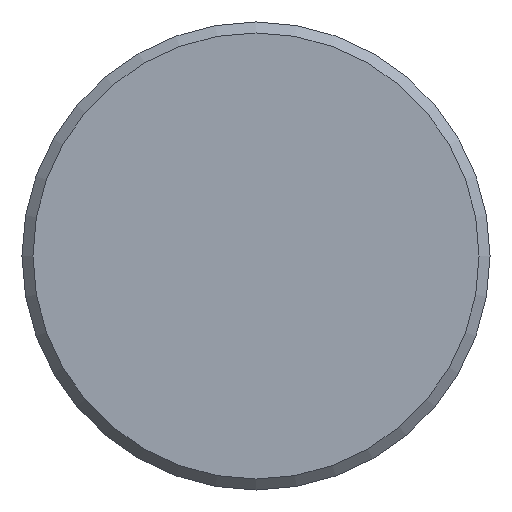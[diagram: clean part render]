
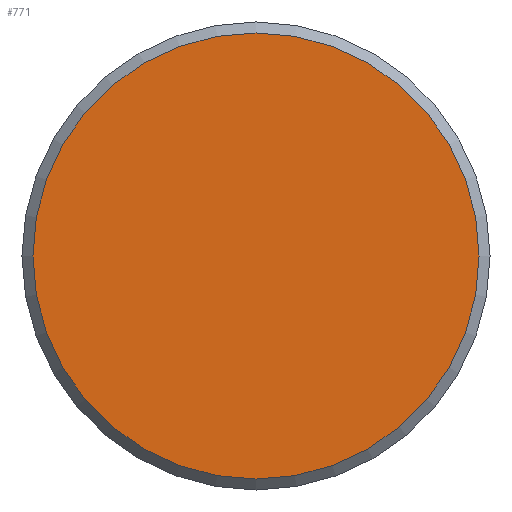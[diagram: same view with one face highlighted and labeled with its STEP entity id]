
A CAD part, front view. The second image highlights one B-rep face of the part: STEP entity #771.
In plain terms, the highlighted planar face has unit normal (0, -1, 0).
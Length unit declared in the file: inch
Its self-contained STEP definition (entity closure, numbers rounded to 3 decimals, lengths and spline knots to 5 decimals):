
#6 = PLANE ( 'NONE',  #904 ) ;
#31 = CARTESIAN_POINT ( 'NONE',  ( 0., -2.05, -0.56295 ) ) ;
#94 = DIRECTION ( 'NONE',  ( 0., 0., -1. ) ) ;
#110 = CIRCLE ( 'NONE', #710, 0.56295 ) ;
#256 = ORIENTED_EDGE ( 'NONE', *, *, #460, .T. ) ;
#460 = EDGE_CURVE ( 'NONE', #1117, #1117, #110, .T. ) ;
#693 = EDGE_LOOP ( 'NONE', ( #256 ) ) ;
#710 = AXIS2_PLACEMENT_3D ( 'NONE', #1150, #1144, #846 ) ;
#771 = ADVANCED_FACE ( 'NONE', ( #1096 ), #6, .T. ) ;
#772 = DIRECTION ( 'NONE',  ( 0., -1., 0. ) ) ;
#777 = CARTESIAN_POINT ( 'NONE',  ( 0., -2.05, 0. ) ) ;
#846 = DIRECTION ( 'NONE',  ( 0., 0., -1. ) ) ;
#904 = AXIS2_PLACEMENT_3D ( 'NONE', #777, #772, #94 ) ;
#1096 = FACE_OUTER_BOUND ( 'NONE', #693, .T. ) ;
#1117 = VERTEX_POINT ( 'NONE', #31 ) ;
#1144 = DIRECTION ( 'NONE',  ( 0., -1., 0. ) ) ;
#1150 = CARTESIAN_POINT ( 'NONE',  ( 0., -2.05, 0. ) ) ;
